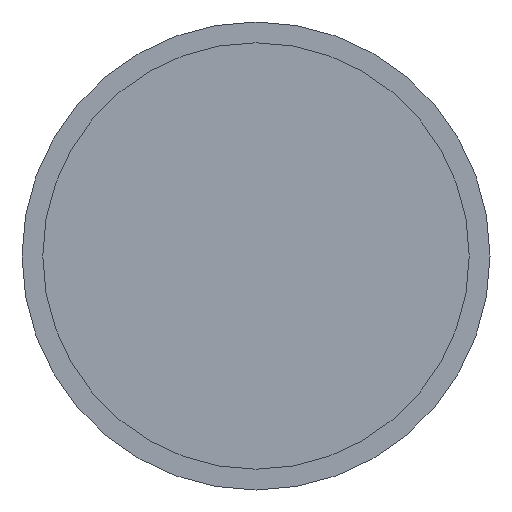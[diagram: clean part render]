
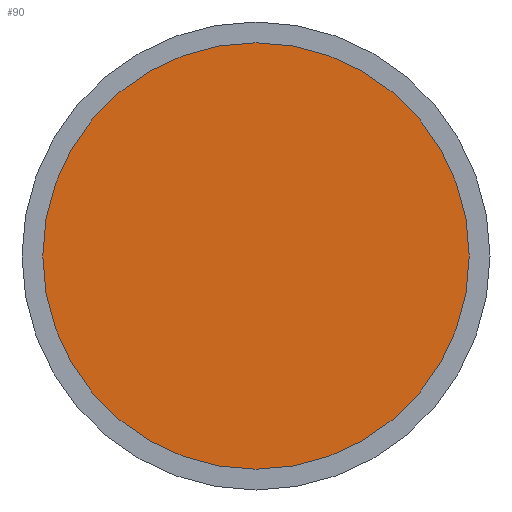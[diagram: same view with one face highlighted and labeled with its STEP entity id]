
A CAD part, front view. The second image highlights one B-rep face of the part: STEP entity #90.
In plain terms, the highlighted planar face has unit normal (0, -1, 0).
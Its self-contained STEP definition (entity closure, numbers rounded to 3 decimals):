
#24 = EDGE_CURVE ( 'NONE', #209, #208, #42, .T. ) ;
#42 = CIRCLE ( 'NONE', #149, 20.5 ) ;
#50 = CIRCLE ( 'NONE', #113, 20.5 ) ;
#80 = EDGE_CURVE ( 'NONE', #208, #209, #50, .T. ) ;
#90 = ADVANCED_FACE ( 'NONE', ( #158 ), #428, .T. ) ;
#113 = AXIS2_PLACEMENT_3D ( 'NONE', #397, #398, #399 ) ;
#149 = AXIS2_PLACEMENT_3D ( 'NONE', #352, #356, #357 ) ;
#158 = FACE_OUTER_BOUND ( 'NONE', #290, .T. ) ;
#180 = AXIS2_PLACEMENT_3D ( 'NONE', #429, #430, #431 ) ;
#208 = VERTEX_POINT ( 'NONE', #463 ) ;
#209 = VERTEX_POINT ( 'NONE', #464 ) ;
#272 = ORIENTED_EDGE ( 'NONE', *, *, #80, .T. ) ;
#274 = ORIENTED_EDGE ( 'NONE', *, *, #24, .T. ) ;
#290 = EDGE_LOOP ( 'NONE', ( #274, #272 ) ) ;
#352 = CARTESIAN_POINT ( 'NONE',  ( 0., 0., 0. ) ) ;
#356 = DIRECTION ( 'NONE',  ( 0., -1., 0. ) ) ;
#357 = DIRECTION ( 'NONE',  ( 0., 0., -1. ) ) ;
#397 = CARTESIAN_POINT ( 'NONE',  ( 0., 0., 0. ) ) ;
#398 = DIRECTION ( 'NONE',  ( 0., -1., 0. ) ) ;
#399 = DIRECTION ( 'NONE',  ( 0., 0., -1. ) ) ;
#428 = PLANE ( 'NONE',  #180 ) ;
#429 = CARTESIAN_POINT ( 'NONE',  ( 20.5, 0., 0. ) ) ;
#430 = DIRECTION ( 'NONE',  ( 0., -1., 0. ) ) ;
#431 = DIRECTION ( 'NONE',  ( 0., 0., -1. ) ) ;
#463 = CARTESIAN_POINT ( 'NONE',  ( 0., 0., 20.5 ) ) ;
#464 = CARTESIAN_POINT ( 'NONE',  ( 0., 0., -20.5 ) ) ;
